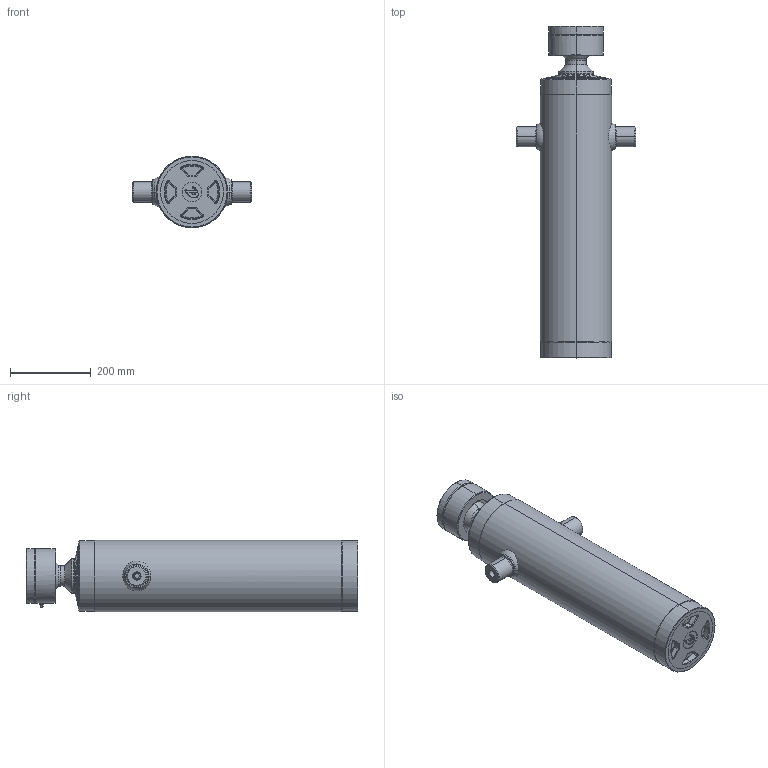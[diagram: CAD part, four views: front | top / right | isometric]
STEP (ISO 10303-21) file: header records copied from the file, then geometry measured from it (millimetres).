
FILE_DESCRIPTION (( 'STEP AP203' ), '1' );
FILE_NAME ('424.IR.STEP', '2014-10-22T13:30:37', ( '' ), ( '' ), 'SwSTEP 2.0', 'SolidWorks 2013', '' );
FILE_SCHEMA (( 'CONFIG_CONTROL_DESIGN' ));
Length unit declared in the file: millimetre
Products named in the file (1): 424.IR
Bounding box: 296.8 x 824 x 177.8 mm (x, y, z)
Surface area: 1460661.6 mm2 (no closed solid volume)
Topology: 0 solids, 19 shells, 284 faces, 744 edges, 471 vertices
Faces by surface type: cylinder 80, torus 78, cone 77, plane 41, bspline 6, sphere 2
Entity records: 10408 total; most frequent: CARTESIAN_POINT 3283, DIRECTION 1674, ORIENTED_EDGE 1286, EDGE_CURVE 739, AXIS2_PLACEMENT_3D 714, VERTEX_POINT 468, CIRCLE 435, EDGE_LOOP 303
